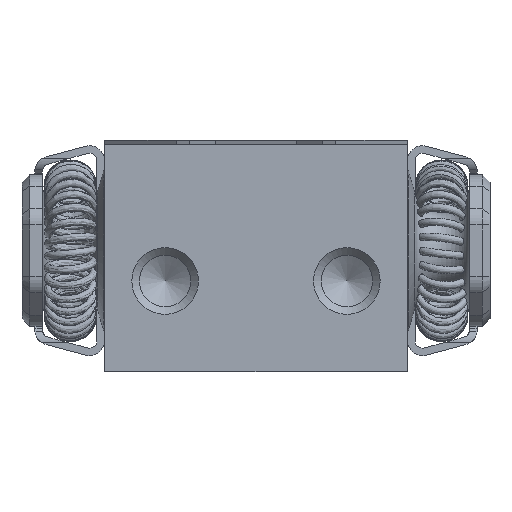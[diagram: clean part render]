
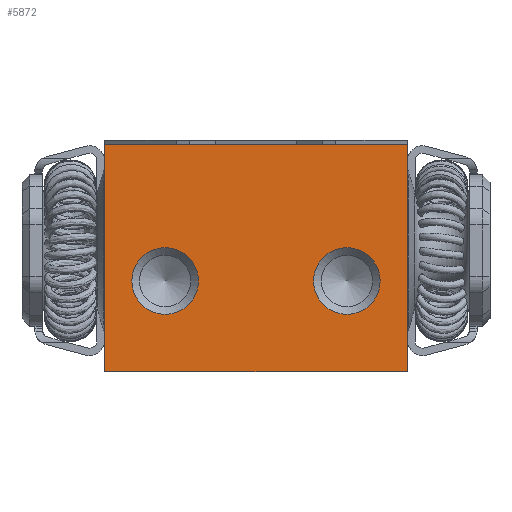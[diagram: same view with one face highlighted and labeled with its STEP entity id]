
A CAD part, front view. The second image highlights one B-rep face of the part: STEP entity #5872.
In plain terms, the highlighted planar face has unit normal (0, -1, 0).
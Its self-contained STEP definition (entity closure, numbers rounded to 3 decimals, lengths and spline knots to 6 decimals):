
#88=FACE_BOUND('',#1890,.T.);
#89=FACE_BOUND('',#1891,.T.);
#130=LINE('',#29886,#630);
#151=LINE('',#29930,#651);
#156=LINE('',#29944,#656);
#489=LINE('',#31986,#989);
#510=LINE('',#32092,#1010);
#511=LINE('',#32093,#1011);
#630=VECTOR('',#6595,0.015);
#651=VECTOR('',#6620,0.005497);
#656=VECTOR('',#6629,0.006497);
#989=VECTOR('',#7660,0.003007);
#1010=VECTOR('',#7755,0.02);
#1011=VECTOR('',#7756,0.02);
#1300=PLANE('',#6382);
#1561=FACE_OUTER_BOUND('',#1889,.T.);
#1889=EDGE_LOOP('',(#4965,#4966,#4967,#4968,#4969,#4970));
#1890=EDGE_LOOP('',(#4971));
#1891=EDGE_LOOP('',(#4972));
#2238=CIRCLE('',#6383,0.0022);
#2239=CIRCLE('',#6384,0.0022);
#2373=VERTEX_POINT('',#29883);
#2374=VERTEX_POINT('',#29885);
#2394=VERTEX_POINT('',#29927);
#2395=VERTEX_POINT('',#29929);
#2401=VERTEX_POINT('',#29941);
#2402=VERTEX_POINT('',#29943);
#2752=VERTEX_POINT('',#32094);
#2753=VERTEX_POINT('',#32096);
#2918=EDGE_CURVE('',#2374,#2373,#130,.T.);
#2940=EDGE_CURVE('',#2394,#2395,#151,.T.);
#2947=EDGE_CURVE('',#2401,#2402,#156,.T.);
#3483=EDGE_CURVE('',#2395,#2401,#489,.T.);
#3518=EDGE_CURVE('',#2374,#2394,#510,.T.);
#3519=EDGE_CURVE('',#2373,#2402,#511,.T.);
#3520=EDGE_CURVE('',#2752,#2752,#2238,.T.);
#3521=EDGE_CURVE('',#2753,#2753,#2239,.T.);
#4965=ORIENTED_EDGE('',*,*,#2940,.F.);
#4966=ORIENTED_EDGE('',*,*,#3518,.F.);
#4967=ORIENTED_EDGE('',*,*,#2918,.T.);
#4968=ORIENTED_EDGE('',*,*,#3519,.T.);
#4969=ORIENTED_EDGE('',*,*,#2947,.F.);
#4970=ORIENTED_EDGE('',*,*,#3483,.F.);
#4971=ORIENTED_EDGE('',*,*,#3520,.F.);
#4972=ORIENTED_EDGE('',*,*,#3521,.F.);
#5872=ADVANCED_FACE('',(#1561,#88,#89),#1300,.T.);
#6382=AXIS2_PLACEMENT_3D('',#32091,#7753,#7754);
#6383=AXIS2_PLACEMENT_3D('',#32095,#7757,#7758);
#6384=AXIS2_PLACEMENT_3D('',#32097,#7759,#7760);
#6595=DIRECTION('',(0.,0.,-1.));
#6620=DIRECTION('',(0.,0.,-1.));
#6629=DIRECTION('',(0.,0.,-1.));
#7660=DIRECTION('',(0.,0.,-1.));
#7753=DIRECTION('center_axis',(0.,-1.,0.));
#7754=DIRECTION('ref_axis',(0.,0.,-1.));
#7755=DIRECTION('',(1.,0.,0.));
#7756=DIRECTION('',(1.,0.,0.));
#7757=DIRECTION('center_axis',(0.,-1.,0.));
#7758=DIRECTION('ref_axis',(0.,0.,1.));
#7759=DIRECTION('center_axis',(0.,-1.,0.));
#7760=DIRECTION('ref_axis',(0.,0.,1.));
#29883=CARTESIAN_POINT('',(-0.01,-0.0178,-0.0165));
#29885=CARTESIAN_POINT('',(-0.01,-0.0178,-0.0015));
#29886=CARTESIAN_POINT('',(-0.01,-0.0178,-0.0015));
#29927=CARTESIAN_POINT('',(0.01,-0.0178,-0.0015));
#29929=CARTESIAN_POINT('',(0.01,-0.0178,-0.006997));
#29930=CARTESIAN_POINT('',(0.01,-0.0178,-0.0015));
#29941=CARTESIAN_POINT('',(0.01,-0.0178,-0.010003));
#29943=CARTESIAN_POINT('',(0.01,-0.0178,-0.0165));
#29944=CARTESIAN_POINT('',(0.01,-0.0178,-0.010003));
#31986=CARTESIAN_POINT('',(0.01,-0.0178,-0.006997));
#32091=CARTESIAN_POINT('Origin',(-0.01,-0.0178,-0.0015));
#32092=CARTESIAN_POINT('',(-0.01,-0.0178,-0.0015));
#32093=CARTESIAN_POINT('',(-0.01,-0.0178,-0.0165));
#32094=CARTESIAN_POINT('',(0.006,-0.0178,-0.0127));
#32095=CARTESIAN_POINT('Origin',(0.006,-0.0178,-0.0105));
#32096=CARTESIAN_POINT('',(-0.006,-0.0178,-0.0127));
#32097=CARTESIAN_POINT('Origin',(-0.006,-0.0178,-0.0105));
